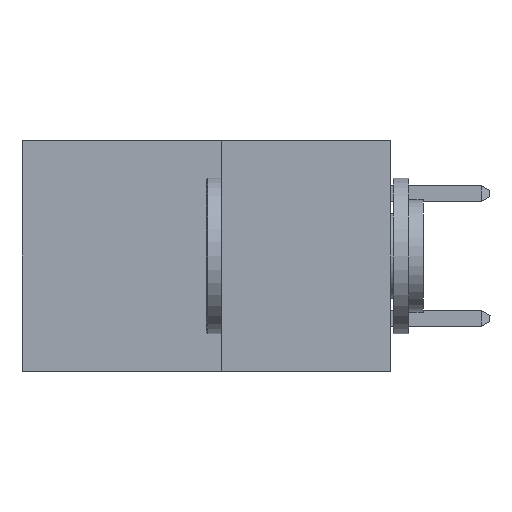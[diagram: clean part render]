
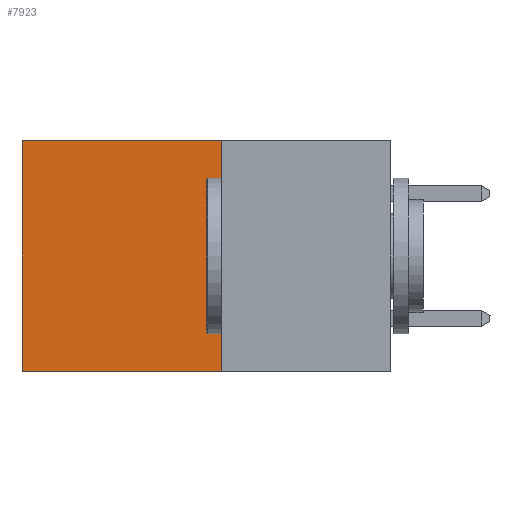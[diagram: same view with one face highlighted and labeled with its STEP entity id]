
A CAD part, left-side view. The second image highlights one B-rep face of the part: STEP entity #7923.
In plain terms, the highlighted planar face has unit normal (-1, 0, 0).
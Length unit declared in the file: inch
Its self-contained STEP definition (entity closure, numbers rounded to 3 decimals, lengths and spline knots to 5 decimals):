
#141 = VERTEX_POINT ( 'NONE', #3286 ) ;
#157 = CARTESIAN_POINT ( 'NONE',  ( 0.277, 0.27, -0.37 ) ) ;
#581 = DIRECTION ( 'NONE',  ( 0., 1., 0. ) ) ;
#639 = CARTESIAN_POINT ( 'NONE',  ( 0.277, 0.27, -0.37 ) ) ;
#643 = EDGE_CURVE ( 'NONE', #3279, #5047, #8393, .T. ) ;
#952 = CARTESIAN_POINT ( 'NONE',  ( 0.277, 0.27, -0.37 ) ) ;
#983 = VECTOR ( 'NONE', #4648, 39.37008 ) ;
#1052 = CARTESIAN_POINT ( 'NONE',  ( 0.277, 0.59, -0.37 ) ) ;
#1104 = ORIENTED_EDGE ( 'NONE', *, *, #643, .F. ) ;
#1326 = AXIS2_PLACEMENT_3D ( 'NONE', #952, #5934, #1667 ) ;
#1667 = DIRECTION ( 'NONE',  ( 0., 0., -1. ) ) ;
#1952 = EDGE_CURVE ( 'NONE', #5047, #6399, #4381, .T. ) ;
#2584 = DIRECTION ( 'NONE',  ( 0., 1., 0. ) ) ;
#2788 = ORIENTED_EDGE ( 'NONE', *, *, #3340, .T. ) ;
#2883 = LINE ( 'NONE', #1052, #983 ) ;
#3239 = VECTOR ( 'NONE', #581, 39.37008 ) ;
#3279 = VERTEX_POINT ( 'NONE', #4715 ) ;
#3286 = CARTESIAN_POINT ( 'NONE',  ( 0.277, 0.59, 0. ) ) ;
#3340 = EDGE_CURVE ( 'NONE', #141, #6399, #2883, .T. ) ;
#3493 = FACE_OUTER_BOUND ( 'NONE', #7420, .T. ) ;
#3524 = EDGE_CURVE ( 'NONE', #3279, #141, #5335, .T. ) ;
#4381 = LINE ( 'NONE', #639, #7856 ) ;
#4648 = DIRECTION ( 'NONE',  ( 0., 0., -1. ) ) ;
#4697 = ORIENTED_EDGE ( 'NONE', *, *, #1952, .F. ) ;
#4715 = CARTESIAN_POINT ( 'NONE',  ( 0.277, 0.27, 0. ) ) ;
#4741 = VECTOR ( 'NONE', #8609, 39.37008 ) ;
#4920 = ORIENTED_EDGE ( 'NONE', *, *, #3524, .T. ) ;
#4926 = CARTESIAN_POINT ( 'NONE',  ( 0.277, 0.27, -0.37 ) ) ;
#5047 = VERTEX_POINT ( 'NONE', #4926 ) ;
#5335 = LINE ( 'NONE', #6775, #3239 ) ;
#5574 = CARTESIAN_POINT ( 'NONE',  ( 0.277, 0.59, -0.37 ) ) ;
#5934 = DIRECTION ( 'NONE',  ( 1., 0., 0. ) ) ;
#6399 = VERTEX_POINT ( 'NONE', #5574 ) ;
#6775 = CARTESIAN_POINT ( 'NONE',  ( 0.277, 0.27, 0. ) ) ;
#7420 = EDGE_LOOP ( 'NONE', ( #2788, #4697, #1104, #4920 ) ) ;
#7856 = VECTOR ( 'NONE', #2584, 39.37008 ) ;
#7923 = ADVANCED_FACE ( 'NONE', ( #3493 ), #8615, .F. ) ;
#8393 = LINE ( 'NONE', #157, #4741 ) ;
#8609 = DIRECTION ( 'NONE',  ( 0., 0., -1. ) ) ;
#8615 = PLANE ( 'NONE',  #1326 ) ;
